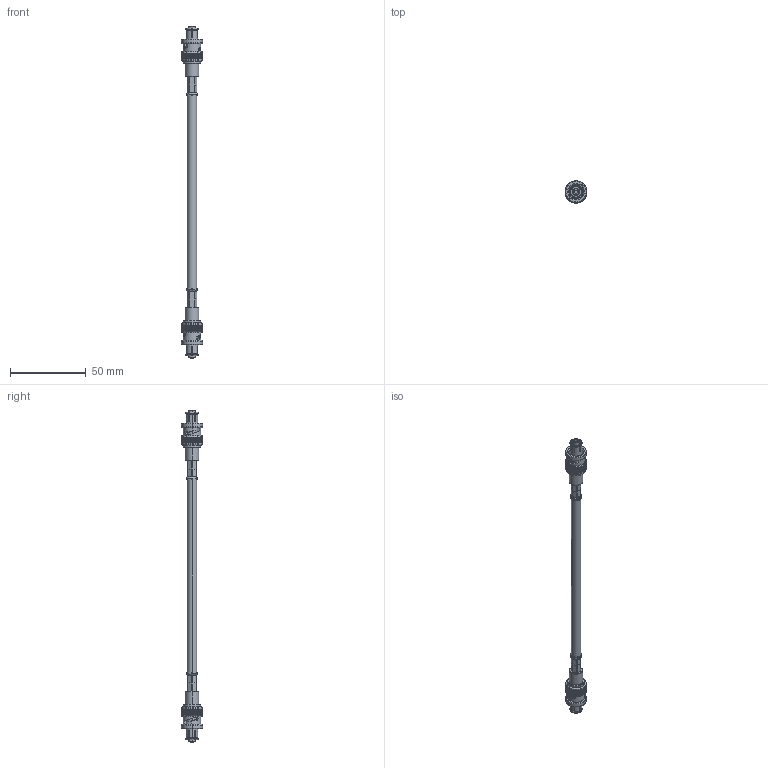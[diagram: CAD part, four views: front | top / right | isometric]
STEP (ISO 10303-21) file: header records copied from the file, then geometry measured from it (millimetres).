
FILE_DESCRIPTION (( 'STEP AP203' ), '1' );
FILE_NAME ('PE3895.step', '2019-05-02T22:58:41', ( '' ), ( '' ), 'SwSTEP 2.0', 'SolidWorks 2018', '' );
FILE_SCHEMA (( 'CONFIG_CONTROL_DESIGN' ));
Length unit declared in the file: inch
Products named in the file (3): Coax Cable_RG59; PE4343_Crimped; PE3895
Assembly tree (3 placements, depth 2):
  PE3895
    Coax Cable_RG59
    PE4343_Crimped  x2
Bounding box: 14.47 x 14.47 x 219.3 mm (x, y, z)
Volume: 8922.7 mm3; surface area: 8897.5 mm2
Topology: 5 solids, 5 shells, 762 faces, 2166 edges, 1428 vertices
Faces by surface type: plane 384, cylinder 276, bspline 64, cone 38
Entity records: 17379 total; most frequent: CARTESIAN_POINT 7709, ORIENTED_EDGE 2172, DIRECTION 1700, EDGE_CURVE 1086, VERTEX_POINT 716, AXIS2_PLACEMENT_3D 654, EDGE_LOOP 396, LINE 392
